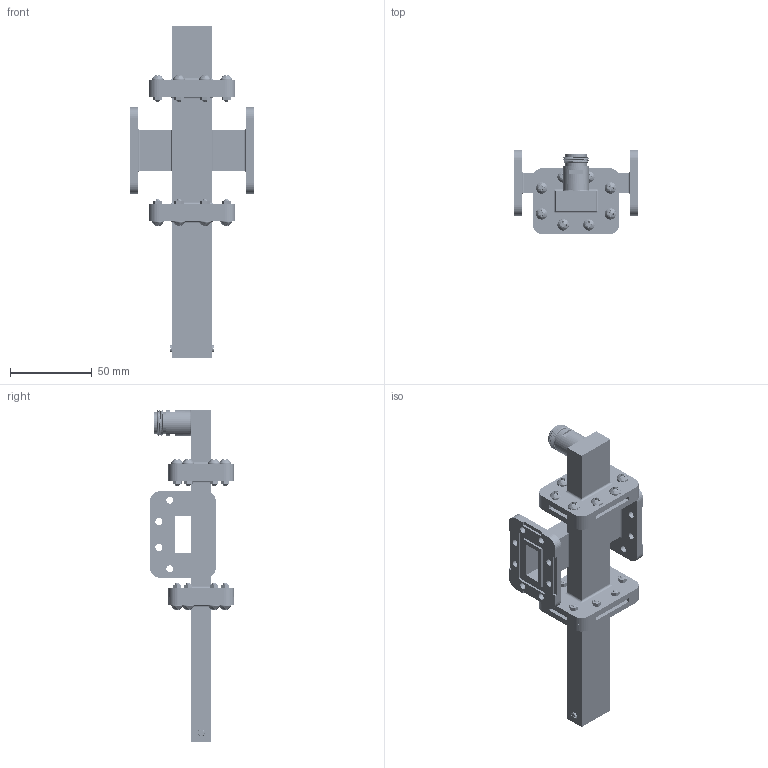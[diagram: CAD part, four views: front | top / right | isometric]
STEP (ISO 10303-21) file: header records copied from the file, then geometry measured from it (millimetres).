
FILE_DESCRIPTION (( 'STEP AP214' ), '1' );
FILE_NAME ('PEWCT1080.STEP', '2017-06-28T23:24:29', ( '' ), ( '' ), 'SwSTEP 2.0', 'SolidWorks 2014', '' );
FILE_SCHEMA (( 'AUTOMOTIVE_DESIGN' ));
Length unit declared in the file: inch
Products named in the file (9): Copy of Nut^PEWCT1024; Copy of M3 ROUND HD SCREW^PEWCT1080; PEWCA1009; Copy of M3 ROUND HD SCREW^PEWCT1024; PEWCP1059; PEWCT1024; PEWCT1080; Copy of Nut^PEWCT1080; PEWTR1007
Assembly tree (36 placements, depth 3):
  PEWCT1080
    PEWCT1024
      PEWCP1059
      Copy of M3 ROUND HD SCREW^PEWCT1024  x8
      Copy of Nut^PEWCT1024  x8
      PEWTR1007
    PEWCA1009
    Copy of M3 ROUND HD SCREW^PEWCT1080  x8
    Copy of Nut^PEWCT1080  x8
Bounding box: 76.2 x 51.59 x 203.2 mm (x, y, z)
Volume: 73615.5 mm3; surface area: 76649 mm2
Topology: 35 solids, 35 shells, 2767 faces, 6986 edges, 4313 vertices
Faces by surface type: cylinder 1110, cone 746, plane 719, bspline 149, torus 43
Entity records: 33965 total; most frequent: CARTESIAN_POINT 12539, ORIENTED_EDGE 4188, DIRECTION 4006, EDGE_CURVE 2094, AXIS2_PLACEMENT_3D 1449, VERTEX_POINT 1331, VECTOR 1108, LINE 1108
